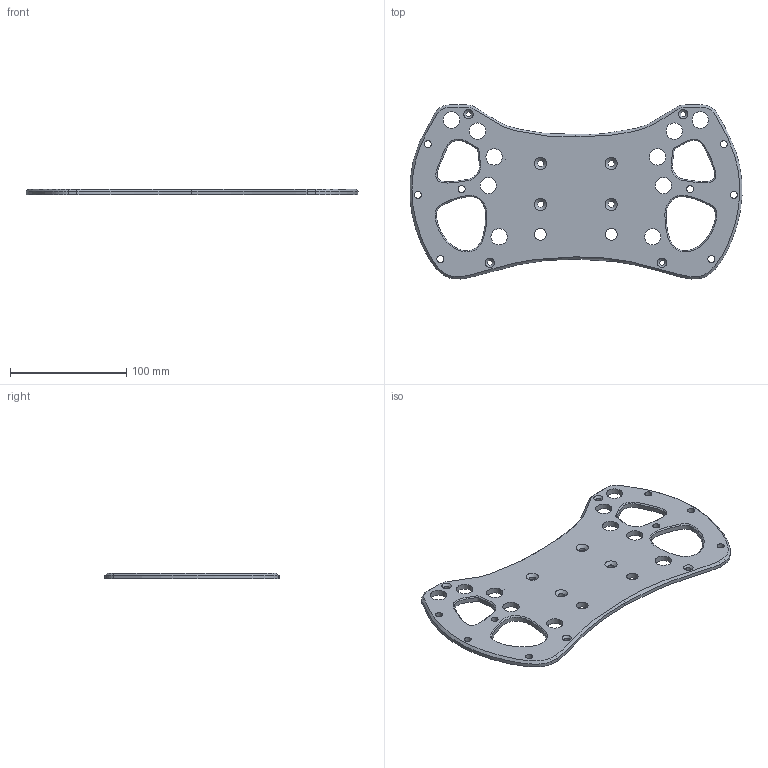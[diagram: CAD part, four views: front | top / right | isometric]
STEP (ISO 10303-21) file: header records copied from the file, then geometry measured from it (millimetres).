
FILE_DESCRIPTION(/* description */ (''),/* implementation_level */ '2;1');
FILE_NAME(/* name */ 'Turn 488 Challenge Front Plate.step',/* time_stamp */ '2020-12-02T13:11:19-06:00',/* author */ (''),/* organization */ (''),/* preprocessor_version */ 'ST-DEVELOPER v18.1',/* originating_system */ 'Autodesk Translation Framework v9.3.0.1241',/* authorisation */ '');
FILE_SCHEMA (('AUTOMOTIVE_DESIGN { 1 0 10303 214 3 1 1 }'));
Length unit declared in the file: millimetre
Products named in the file (1): 488 Challenge Evo Plate
Bounding box: 285.43 x 149.64 x 5 mm (x, y, z)
Volume: 134792.5 mm3; surface area: 63767.3 mm2
Topology: 1 solids, 1 shells, 78 faces, 204 edges, 128 vertices
Faces by surface type: cylinder 33, bspline 24, cone 12, plane 9
Full cylindrical faces by diameter (mm): 4.5 x4, 5.5 x4, 6 x8, 10 x2, 14 x10
Entity records: 7521 total; most frequent: CARTESIAN_POINT 5532, ORIENTED_EDGE 408, DIRECTION 354, EDGE_CURVE 204, EDGE_LOOP 144, AXIS2_PLACEMENT_3D 136, VERTEX_POINT 128, LINE 82
